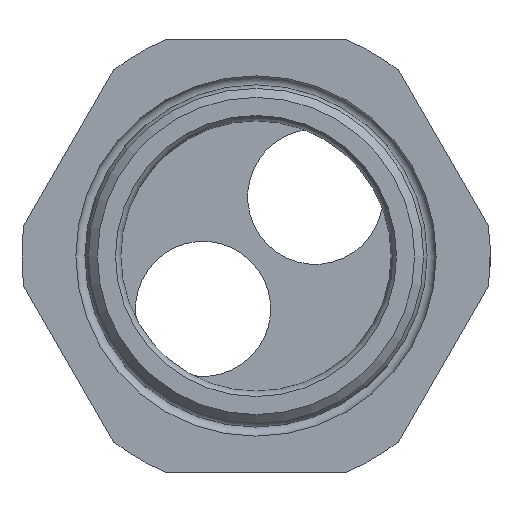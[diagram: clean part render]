
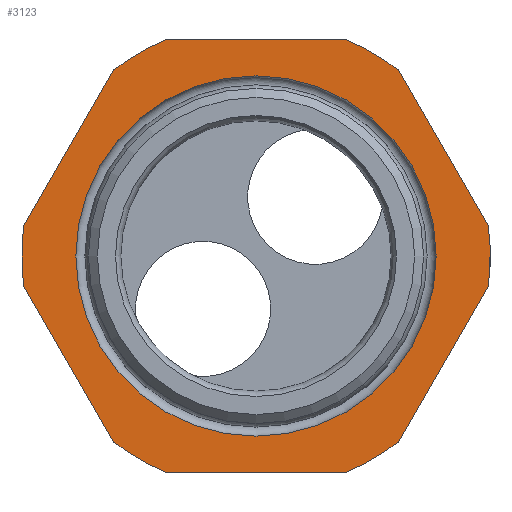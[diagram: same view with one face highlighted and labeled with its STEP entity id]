
A CAD part, front view. The second image highlights one B-rep face of the part: STEP entity #3123.
In plain terms, the highlighted planar face has unit normal (0, -1, 0).
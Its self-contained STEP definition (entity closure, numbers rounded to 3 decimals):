
#1270=LINE('',#16426,#2026);
#1271=LINE('',#16428,#2027);
#1272=LINE('',#16430,#2028);
#1273=LINE('',#16432,#2029);
#1274=LINE('',#16434,#2030);
#1275=LINE('',#16436,#2031);
#2026=VECTOR('',#13364,1.);
#2027=VECTOR('',#13367,1.);
#2028=VECTOR('',#13370,1.);
#2029=VECTOR('',#13373,1.);
#2030=VECTOR('',#13376,1.);
#2031=VECTOR('',#13379,1.);
#3123=ADVANCED_FACE('',(#4089,#4090),#3767,.T.);
#3767=PLANE('',#12155);
#4089=FACE_BOUND('',#4194,.T.);
#4090=FACE_BOUND('',#4195,.T.);
#4194=EDGE_LOOP('',(#4951,#4952,#4953,#4954,#4955,#4956,#4957,#4958,#4959,
#4960,#4961,#4962));
#4195=EDGE_LOOP('',(#4963));
#4951=ORIENTED_EDGE('',*,*,#9817,.T.);
#4952=ORIENTED_EDGE('',*,*,#9779,.T.);
#4953=ORIENTED_EDGE('',*,*,#9816,.T.);
#4954=ORIENTED_EDGE('',*,*,#9783,.T.);
#4955=ORIENTED_EDGE('',*,*,#9815,.T.);
#4956=ORIENTED_EDGE('',*,*,#9787,.T.);
#4957=ORIENTED_EDGE('',*,*,#9814,.T.);
#4958=ORIENTED_EDGE('',*,*,#9791,.T.);
#4959=ORIENTED_EDGE('',*,*,#9813,.T.);
#4960=ORIENTED_EDGE('',*,*,#9793,.T.);
#4961=ORIENTED_EDGE('',*,*,#9818,.T.);
#4962=ORIENTED_EDGE('',*,*,#9775,.T.);
#4963=ORIENTED_EDGE('',*,*,#9805,.F.);
#8544=VERTEX_POINT('',#16341);
#8545=VERTEX_POINT('',#16343);
#8548=VERTEX_POINT('',#16350);
#8549=VERTEX_POINT('',#16352);
#8552=VERTEX_POINT('',#16359);
#8553=VERTEX_POINT('',#16361);
#8556=VERTEX_POINT('',#16368);
#8557=VERTEX_POINT('',#16370);
#8560=VERTEX_POINT('',#16377);
#8561=VERTEX_POINT('',#16379);
#8562=VERTEX_POINT('',#16383);
#8563=VERTEX_POINT('',#16384);
#8574=VERTEX_POINT('',#16414);
#9775=EDGE_CURVE('',#8545,#8544,#11608,.T.);
#9779=EDGE_CURVE('',#8549,#8548,#11610,.T.);
#9783=EDGE_CURVE('',#8553,#8552,#11612,.T.);
#9787=EDGE_CURVE('',#8557,#8556,#11614,.T.);
#9791=EDGE_CURVE('',#8561,#8560,#11616,.T.);
#9793=EDGE_CURVE('',#8562,#8563,#11617,.T.);
#9805=EDGE_CURVE('',#8574,#8574,#11627,.T.);
#9813=EDGE_CURVE('',#8560,#8562,#1270,.T.);
#9814=EDGE_CURVE('',#8556,#8561,#1271,.T.);
#9815=EDGE_CURVE('',#8552,#8557,#1272,.T.);
#9816=EDGE_CURVE('',#8548,#8553,#1273,.T.);
#9817=EDGE_CURVE('',#8544,#8549,#1274,.T.);
#9818=EDGE_CURVE('',#8563,#8545,#1275,.T.);
#11608=CIRCLE('',#12113,13.);
#11610=CIRCLE('',#12116,13.);
#11612=CIRCLE('',#12119,13.);
#11614=CIRCLE('',#12122,13.);
#11616=CIRCLE('',#12125,13.);
#11617=CIRCLE('',#12127,13.);
#11627=CIRCLE('',#12144,10.);
#12113=AXIS2_PLACEMENT_3D('',#16342,#13275,#13276);
#12116=AXIS2_PLACEMENT_3D('',#16351,#13283,#13284);
#12119=AXIS2_PLACEMENT_3D('',#16360,#13291,#13292);
#12122=AXIS2_PLACEMENT_3D('',#16369,#13299,#13300);
#12125=AXIS2_PLACEMENT_3D('',#16378,#13307,#13308);
#12127=AXIS2_PLACEMENT_3D('',#16382,#13312,#13313);
#12144=AXIS2_PLACEMENT_3D('',#16413,#13348,#13349);
#12155=AXIS2_PLACEMENT_3D('',#16438,#13382,#13383);
#13275=DIRECTION('',(0.,-1.,0.));
#13276=DIRECTION('',(0.,0.,-1.));
#13283=DIRECTION('',(0.,-1.,0.));
#13284=DIRECTION('',(0.,0.,-1.));
#13291=DIRECTION('',(0.,-1.,0.));
#13292=DIRECTION('',(0.,0.,-1.));
#13299=DIRECTION('',(0.,-1.,0.));
#13300=DIRECTION('',(0.,0.,-1.));
#13307=DIRECTION('',(0.,-1.,0.));
#13308=DIRECTION('',(0.,0.,-1.));
#13312=DIRECTION('',(0.,-1.,0.));
#13313=DIRECTION('',(0.,0.,-1.));
#13348=DIRECTION('',(0.,-1.,0.));
#13349=DIRECTION('',(-0.5,0.,0.866));
#13364=DIRECTION('',(-0.5,0.,-0.866));
#13367=DIRECTION('',(-1.,0.,0.));
#13370=DIRECTION('',(-0.5,0.,0.866));
#13373=DIRECTION('',(0.5,0.,0.866));
#13376=DIRECTION('',(1.,0.,0.));
#13379=DIRECTION('',(0.5,0.,-0.866));
#13382=DIRECTION('',(0.,-1.,0.));
#13383=DIRECTION('',(0.,0.,-1.));
#16341=CARTESIAN_POINT('',(-25.573,-1.109,-12.587));
#16342=CARTESIAN_POINT('',(-20.573,-1.109,-0.587));
#16343=CARTESIAN_POINT('',(-28.465,-1.109,-10.917));
#16350=CARTESIAN_POINT('',(-12.681,-1.109,-10.917));
#16351=CARTESIAN_POINT('',(-20.573,-1.109,-0.587));
#16352=CARTESIAN_POINT('',(-15.573,-1.109,-12.587));
#16359=CARTESIAN_POINT('',(-7.681,-1.109,1.083));
#16360=CARTESIAN_POINT('',(-20.573,-1.109,-0.587));
#16361=CARTESIAN_POINT('',(-7.681,-1.109,-2.257));
#16368=CARTESIAN_POINT('',(-15.573,-1.109,11.413));
#16369=CARTESIAN_POINT('',(-20.573,-1.109,-0.587));
#16370=CARTESIAN_POINT('',(-12.681,-1.109,9.743));
#16377=CARTESIAN_POINT('',(-28.465,-1.109,9.743));
#16378=CARTESIAN_POINT('',(-20.573,-1.109,-0.587));
#16379=CARTESIAN_POINT('',(-25.573,-1.109,11.413));
#16382=CARTESIAN_POINT('',(-20.573,-1.109,-0.587));
#16383=CARTESIAN_POINT('',(-33.465,-1.109,1.083));
#16384=CARTESIAN_POINT('',(-33.465,-1.109,-2.257));
#16413=CARTESIAN_POINT('',(-20.573,-1.109,-0.587));
#16414=CARTESIAN_POINT('',(-25.573,-1.109,8.073));
#16426=CARTESIAN_POINT('',(-27.501,-1.109,11.413));
#16428=CARTESIAN_POINT('',(-13.645,-1.109,11.413));
#16430=CARTESIAN_POINT('',(-6.717,-1.109,-0.587));
#16432=CARTESIAN_POINT('',(-13.645,-1.109,-12.587));
#16434=CARTESIAN_POINT('',(-27.501,-1.109,-12.587));
#16436=CARTESIAN_POINT('',(-34.43,-1.109,-0.587));
#16438=CARTESIAN_POINT('',(-20.573,-1.109,-0.587));
